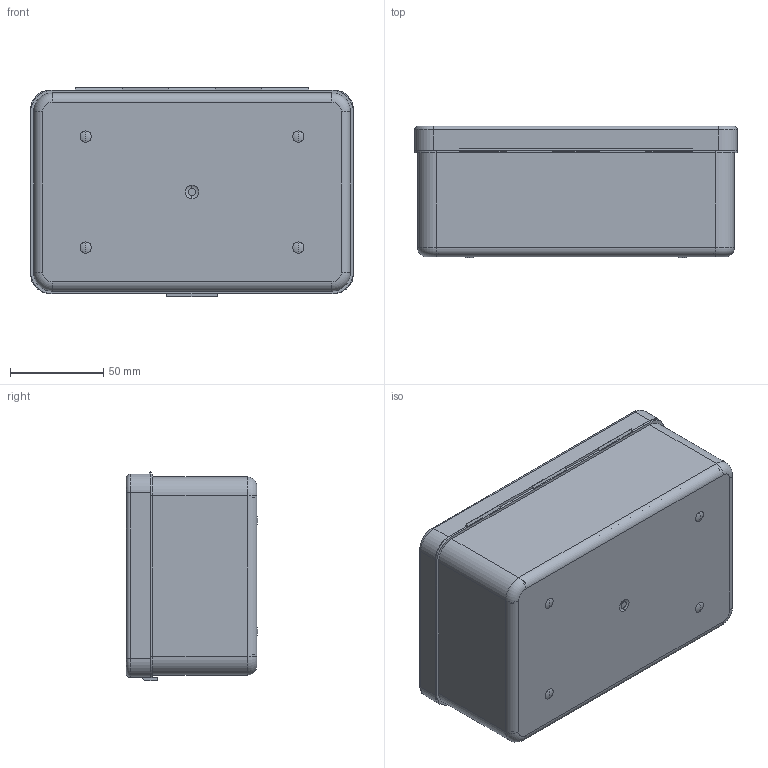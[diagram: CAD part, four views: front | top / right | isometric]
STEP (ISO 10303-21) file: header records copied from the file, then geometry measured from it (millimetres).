
FILE_DESCRIPTION (( 'STEP AP214' ), '1' );
FILE_NAME ('B143 Êîðîáêà ïëàñòèêîâàÿ, 173x110x70 ìì.STEP', '2020-02-06T12:54:36', ( 'Ïîëüçîâàòåëü Windows' ), ( '' ), 'SwSTEP 2.0', 'SolidWorks 2019', '' );
FILE_SCHEMA (( 'AUTOMOTIVE_DESIGN' ));
Length unit declared in the file: millimetre
Products named in the file (3): B143 Êîðîáêà ïëàñòèêîâàÿ, 173x110x70 ìì; B143 Êðûøêà_00; B143 澎觐耱黖00
Assembly tree (2 placements, depth 2):
  B143 Êîðîáêà ïëàñòèêîâàÿ, 173x110x70 ìì
    B143 澎觐耱黖00
    B143 Êðûøêà_00
Bounding box: 173 x 70.5 x 112.25 mm (x, y, z)
Volume: 92698.4 mm3; surface area: 150869.3 mm2
Topology: 5 solids, 5 shells, 198 faces, 462 edges, 292 vertices
Faces by surface type: cylinder 84, plane 72, torus 36, bspline 6
Entity records: 6219 total; most frequent: CARTESIAN_POINT 1527, DIRECTION 972, ORIENTED_EDGE 924, EDGE_CURVE 462, AXIS2_PLACEMENT_3D 365, VERTEX_POINT 292, LINE 242, VECTOR 242
